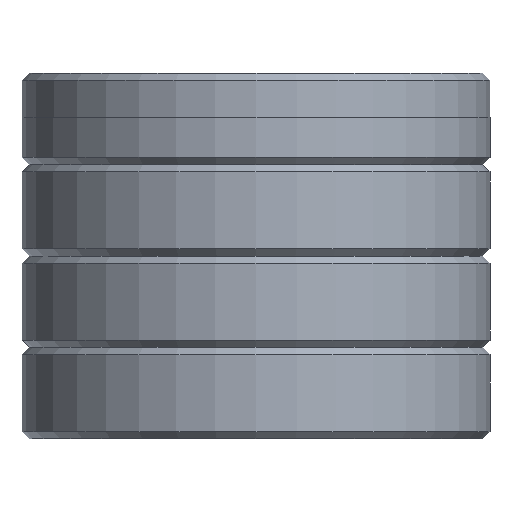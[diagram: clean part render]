
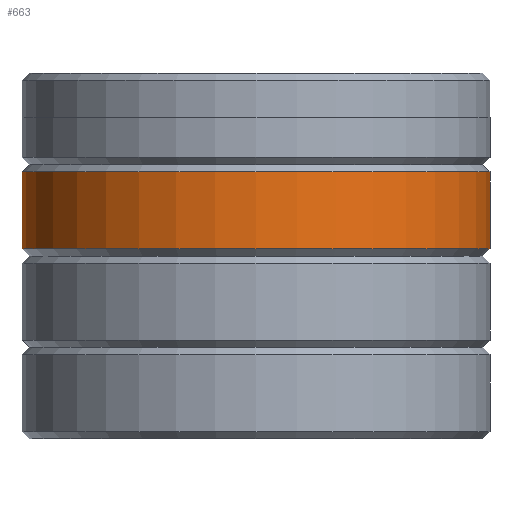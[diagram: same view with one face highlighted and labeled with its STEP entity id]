
A CAD part, front view. The second image highlights one B-rep face of the part: STEP entity #663.
In plain terms, the highlighted cylindrical face has radius 16 mm (diameter 32 mm), a partial arc.
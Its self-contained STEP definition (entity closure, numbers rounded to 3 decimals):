
#12 = CARTESIAN_POINT ( 'NONE',  ( 0., 0., 25. ) ) ;
#29 = DIRECTION ( 'NONE',  ( -1., 0., 0. ) ) ;
#88 = VECTOR ( 'NONE', #509, 1000. ) ;
#136 = LINE ( 'NONE', #681, #88 ) ;
#188 = DIRECTION ( 'NONE',  ( 0., 0., -1. ) ) ;
#239 = CYLINDRICAL_SURFACE ( 'NONE', #817, 16. ) ;
#315 = CIRCLE ( 'NONE', #589, 16. ) ;
#383 = ORIENTED_EDGE ( 'NONE', *, *, #1407, .T. ) ;
#437 = CARTESIAN_POINT ( 'NONE',  ( 16., 0., 18.25 ) ) ;
#509 = DIRECTION ( 'NONE',  ( 0., 0., -1. ) ) ;
#589 = AXIS2_PLACEMENT_3D ( 'NONE', #1835, #955, #29 ) ;
#631 = VERTEX_POINT ( 'NONE', #1668 ) ;
#663 = ADVANCED_FACE ( 'NONE', ( #1897 ), #239, .T. ) ;
#681 = CARTESIAN_POINT ( 'NONE',  ( -16., 0., 25. ) ) ;
#748 = ORIENTED_EDGE ( 'NONE', *, *, #1317, .F. ) ;
#773 = EDGE_CURVE ( 'NONE', #1566, #1649, #136, .T. ) ;
#807 = AXIS2_PLACEMENT_3D ( 'NONE', #1118, #188, #1273 ) ;
#817 = AXIS2_PLACEMENT_3D ( 'NONE', #12, #1089, #1818 ) ;
#880 = EDGE_CURVE ( 'NONE', #1861, #631, #1915, .T. ) ;
#884 = CARTESIAN_POINT ( 'NONE',  ( -16., 0., 13. ) ) ;
#955 = DIRECTION ( 'NONE',  ( 0., 0., -1. ) ) ;
#1041 = CARTESIAN_POINT ( 'NONE',  ( 16., 0., 25. ) ) ;
#1089 = DIRECTION ( 'NONE',  ( 0., 0., -1. ) ) ;
#1090 = VECTOR ( 'NONE', #1342, 1000. ) ;
#1118 = CARTESIAN_POINT ( 'NONE',  ( 0., 0., 18.25 ) ) ;
#1191 = ORIENTED_EDGE ( 'NONE', *, *, #880, .F. ) ;
#1273 = DIRECTION ( 'NONE',  ( -1., 0., 0. ) ) ;
#1308 = CARTESIAN_POINT ( 'NONE',  ( -16., 0., 18.25 ) ) ;
#1317 = EDGE_CURVE ( 'NONE', #631, #1649, #315, .T. ) ;
#1342 = DIRECTION ( 'NONE',  ( 0., 0., -1. ) ) ;
#1407 = EDGE_CURVE ( 'NONE', #1861, #1566, #1821, .T. ) ;
#1449 = EDGE_LOOP ( 'NONE', ( #1191, #383, #1536, #748 ) ) ;
#1536 = ORIENTED_EDGE ( 'NONE', *, *, #773, .T. ) ;
#1566 = VERTEX_POINT ( 'NONE', #1308 ) ;
#1649 = VERTEX_POINT ( 'NONE', #884 ) ;
#1668 = CARTESIAN_POINT ( 'NONE',  ( 16., 0., 13. ) ) ;
#1818 = DIRECTION ( 'NONE',  ( -1., 0., 0. ) ) ;
#1821 = CIRCLE ( 'NONE', #807, 16. ) ;
#1835 = CARTESIAN_POINT ( 'NONE',  ( 0., 0., 13. ) ) ;
#1861 = VERTEX_POINT ( 'NONE', #437 ) ;
#1897 = FACE_OUTER_BOUND ( 'NONE', #1449, .T. ) ;
#1915 = LINE ( 'NONE', #1041, #1090 ) ;
